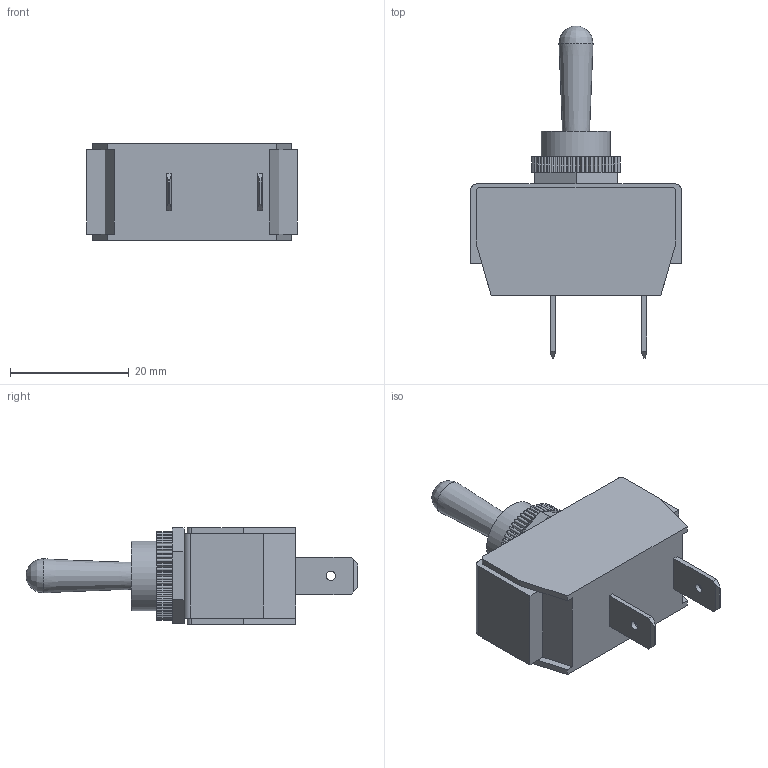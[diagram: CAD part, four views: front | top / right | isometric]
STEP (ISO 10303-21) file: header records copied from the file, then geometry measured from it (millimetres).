
FILE_DESCRIPTION(/* description */ (''),/* implementation_level */ '2;1');
FILE_NAME(/* name */ 'gts447a101hr.stp',/* time_stamp */ '2020-09-08T13:27:42-04:00',/* author */ ('dwiltbank'),/* organization */ (''),/* preprocessor_version */ 'ST-DEVELOPER v18.1',/* originating_system */ 'Autodesk Inventor 2020',/* authorisation */ '');
FILE_SCHEMA (('AUTOMOTIVE_DESIGN { 1 0 10303 214 3 1 1 }'));
Length unit declared in the file: inch
Products named in the file (1): gts447a101hr
Bounding box: 35.48 x 55.93 x 16.31 mm (x, y, z)
Volume: 11463.8 mm3; surface area: 4480.6 mm2
Topology: 1 solids, 1 shells, 385 faces, 1026 edges, 649 vertices
Faces by surface type: plane 299, cylinder 84, bspline 1, cone 1
Full cylindrical faces by diameter (mm): 1.524 x2, 4.572 x1, 7.925 x1
Entity records: 12251 total; most frequent: CARTESIAN_POINT 2104, ORIENTED_EDGE 2050, DIRECTION 1992, EDGE_CURVE 1025, LINE 828, VECTOR 828, VERTEX_POINT 649, AXIS2_PLACEMENT_3D 582
